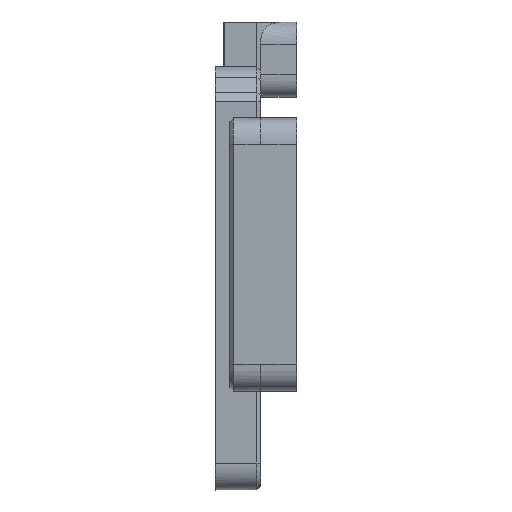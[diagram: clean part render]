
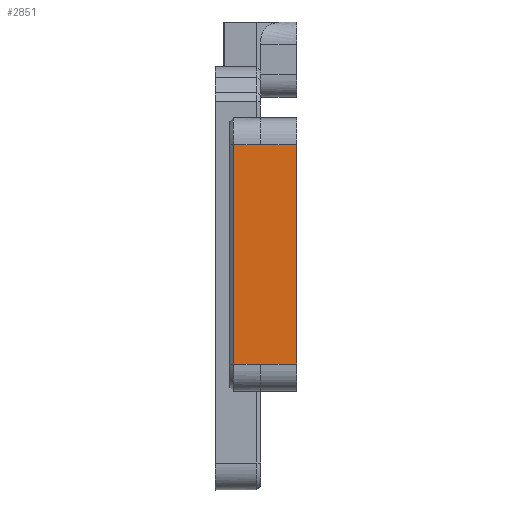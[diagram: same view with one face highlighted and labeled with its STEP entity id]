
A CAD part, front view. The second image highlights one B-rep face of the part: STEP entity #2851.
In plain terms, the highlighted planar face has unit normal (0, -1, 0).
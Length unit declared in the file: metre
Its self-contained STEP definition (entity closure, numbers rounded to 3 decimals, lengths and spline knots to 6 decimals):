
#211=LINE('',#4428,#471);
#304=LINE('',#4872,#564);
#305=LINE('',#4886,#565);
#307=LINE('',#4892,#567);
#308=LINE('',#4894,#568);
#309=LINE('',#4896,#569);
#471=VECTOR('',#3300,1.);
#564=VECTOR('',#3465,1.);
#565=VECTOR('',#3466,1.);
#567=VECTOR('',#3474,1.);
#568=VECTOR('',#3475,1.);
#569=VECTOR('',#3476,1.);
#992=ORIENTED_EDGE('',*,*,#1716,.T.);
#993=ORIENTED_EDGE('',*,*,#1717,.T.);
#994=ORIENTED_EDGE('',*,*,#1718,.T.);
#995=ORIENTED_EDGE('',*,*,#1711,.F.);
#996=ORIENTED_EDGE('',*,*,#1587,.F.);
#997=ORIENTED_EDGE('',*,*,#1713,.T.);
#1587=EDGE_CURVE('',#1975,#1976,#211,.T.);
#1711=EDGE_CURVE('',#1976,#2060,#304,.T.);
#1713=EDGE_CURVE('',#1975,#2061,#305,.T.);
#1716=EDGE_CURVE('',#2061,#2063,#307,.T.);
#1717=EDGE_CURVE('',#2063,#2064,#308,.T.);
#1718=EDGE_CURVE('',#2064,#2060,#309,.T.);
#1975=VERTEX_POINT('',#4427);
#1976=VERTEX_POINT('',#4429);
#2060=VERTEX_POINT('',#4871);
#2061=VERTEX_POINT('',#4885);
#2063=VERTEX_POINT('',#4893);
#2064=VERTEX_POINT('',#4895);
#2325=EDGE_LOOP('',(#992,#993,#994,#995,#996,#997));
#2546=FACE_BOUND('',#2325,.T.);
#2727=PLANE('',#3041);
#2851=ADVANCED_FACE('',(#2546),#2727,.T.);
#3041=AXIS2_PLACEMENT_3D('',#4891,#3472,#3473);
#3300=DIRECTION('',(0.,0.,-1.));
#3465=DIRECTION('',(-1.,0.,0.));
#3466=DIRECTION('',(-1.,0.,0.));
#3472=DIRECTION('',(0.,-1.,0.));
#3473=DIRECTION('',(0.,0.,-1.));
#3474=DIRECTION('',(-1.,0.,0.));
#3475=DIRECTION('',(0.,0.,-1.));
#3476=DIRECTION('',(1.,0.,0.));
#4427=CARTESIAN_POINT('',(0.03611,-0.098013,-0.022141));
#4428=CARTESIAN_POINT('',(0.03611,-0.098013,-0.007684));
#4429=CARTESIAN_POINT('',(0.03611,-0.098013,-0.046484));
#4871=CARTESIAN_POINT('',(0.03211,-0.098013,-0.046484));
#4872=CARTESIAN_POINT('',(0.03611,-0.098013,-0.046484));
#4885=CARTESIAN_POINT('',(0.03211,-0.098013,-0.022141));
#4886=CARTESIAN_POINT('',(0.03611,-0.098013,-0.022141));
#4891=CARTESIAN_POINT('',(0.03111,-0.098013,-0.007684));
#4892=CARTESIAN_POINT('',(0.03061,-0.098013,-0.022141));
#4893=CARTESIAN_POINT('',(0.02911,-0.098013,-0.022141));
#4894=CARTESIAN_POINT('',(0.02911,-0.098013,-0.046484));
#4895=CARTESIAN_POINT('',(0.02911,-0.098013,-0.046484));
#4896=CARTESIAN_POINT('',(0.03061,-0.098013,-0.046484));
